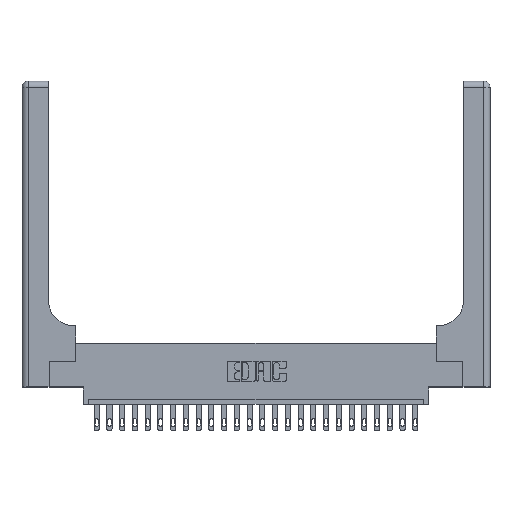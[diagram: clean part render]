
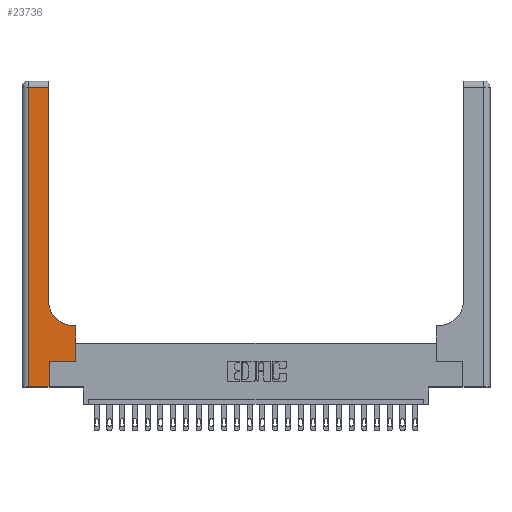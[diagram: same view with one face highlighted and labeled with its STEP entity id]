
A CAD part, top view. The second image highlights one B-rep face of the part: STEP entity #23736.
In plain terms, the highlighted planar face has unit normal (0, 0, 1).
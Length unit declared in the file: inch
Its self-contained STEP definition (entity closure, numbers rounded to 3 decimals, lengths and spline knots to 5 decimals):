
#78 = CARTESIAN_POINT ( 'NONE',  ( 0.51, 0.85, 0.37 ) ) ;
#320 = DIRECTION ( 'NONE',  ( 0., 0., -1. ) ) ;
#345 = CARTESIAN_POINT ( 'NONE',  ( 0.26, 2.94, 0.37 ) ) ;
#1377 = ORIENTED_EDGE ( 'NONE', *, *, #12655, .T. ) ;
#1683 = VERTEX_POINT ( 'NONE', #6452 ) ;
#2584 = CARTESIAN_POINT ( 'NONE',  ( 0.265, 0.25, 0.37 ) ) ;
#3117 = EDGE_CURVE ( 'NONE', #18108, #5224, #16374, .T. ) ;
#3290 = VERTEX_POINT ( 'NONE', #22082 ) ;
#3314 = VERTEX_POINT ( 'NONE', #14570 ) ;
#3576 = VECTOR ( 'NONE', #23715, 39.37008 ) ;
#3579 = ORIENTED_EDGE ( 'NONE', *, *, #4648, .T. ) ;
#4648 = EDGE_CURVE ( 'NONE', #1683, #5794, #13860, .T. ) ;
#4683 = VERTEX_POINT ( 'NONE', #345 ) ;
#4757 = VECTOR ( 'NONE', #19579, 39.37008 ) ;
#4831 = VECTOR ( 'NONE', #21574, 39.37008 ) ;
#4877 = DIRECTION ( 'NONE',  ( 1., 0., 0. ) ) ;
#4907 = EDGE_LOOP ( 'NONE', ( #17142, #5044, #6684, #6433, #1377, #3579, #14113, #20757, #18342 ) ) ;
#5037 = CARTESIAN_POINT ( 'NONE',  ( 0.26, 3., 0.37 ) ) ;
#5044 = ORIENTED_EDGE ( 'NONE', *, *, #8959, .T. ) ;
#5188 = CIRCLE ( 'NONE', #18730, 0.25 ) ;
#5224 = VERTEX_POINT ( 'NONE', #9297 ) ;
#5544 = DIRECTION ( 'NONE',  ( 1., 0., 0. ) ) ;
#5794 = VERTEX_POINT ( 'NONE', #11677 ) ;
#6433 = ORIENTED_EDGE ( 'NONE', *, *, #3117, .T. ) ;
#6452 = CARTESIAN_POINT ( 'NONE',  ( 0.265, 0.25, 0.37 ) ) ;
#6684 = ORIENTED_EDGE ( 'NONE', *, *, #11635, .T. ) ;
#7355 = LINE ( 'NONE', #14741, #15615 ) ;
#7682 = EDGE_CURVE ( 'NONE', #10549, #4683, #17638, .T. ) ;
#7724 = DIRECTION ( 'NONE',  ( -1., 0., 0. ) ) ;
#8799 = CARTESIAN_POINT ( 'NONE',  ( 0., 2.94, 0.37 ) ) ;
#8959 = EDGE_CURVE ( 'NONE', #4683, #21088, #12191, .T. ) ;
#9297 = CARTESIAN_POINT ( 'NONE',  ( 0.265, 0., 0.37 ) ) ;
#9638 = CARTESIAN_POINT ( 'NONE',  ( 0.26, 0.85, 0.37 ) ) ;
#10431 = VECTOR ( 'NONE', #4877, 39.37008 ) ;
#10515 = VECTOR ( 'NONE', #19572, 39.37008 ) ;
#10538 = LINE ( 'NONE', #21696, #4831 ) ;
#10549 = VERTEX_POINT ( 'NONE', #9638 ) ;
#11351 = CARTESIAN_POINT ( 'NONE',  ( 0.06, 0., 0.37 ) ) ;
#11635 = EDGE_CURVE ( 'NONE', #21088, #18108, #7355, .T. ) ;
#11677 = CARTESIAN_POINT ( 'NONE',  ( 0.528, 0.25, 0.37 ) ) ;
#12191 = LINE ( 'NONE', #8799, #4757 ) ;
#12655 = EDGE_CURVE ( 'NONE', #5224, #1683, #10538, .T. ) ;
#13489 = LINE ( 'NONE', #17238, #20410 ) ;
#13860 = LINE ( 'NONE', #2584, #19315 ) ;
#14113 = ORIENTED_EDGE ( 'NONE', *, *, #20109, .T. ) ;
#14570 = CARTESIAN_POINT ( 'NONE',  ( 0.51, 0.6, 0.37 ) ) ;
#14741 = CARTESIAN_POINT ( 'NONE',  ( 0.06, 3., 0.37 ) ) ;
#15615 = VECTOR ( 'NONE', #22139, 39.37008 ) ;
#15748 = EDGE_CURVE ( 'NONE', #3290, #3314, #13489, .T. ) ;
#16374 = LINE ( 'NONE', #23299, #10431 ) ;
#16430 = LINE ( 'NONE', #23479, #3576 ) ;
#16921 = CARTESIAN_POINT ( 'NONE',  ( 0., 3., 0.37 ) ) ;
#16999 = DIRECTION ( 'NONE',  ( -1., 0., 0. ) ) ;
#17142 = ORIENTED_EDGE ( 'NONE', *, *, #7682, .T. ) ;
#17238 = CARTESIAN_POINT ( 'NONE',  ( 0.26, 0.6, 0.37 ) ) ;
#17638 = LINE ( 'NONE', #5037, #10515 ) ;
#18108 = VERTEX_POINT ( 'NONE', #11351 ) ;
#18342 = ORIENTED_EDGE ( 'NONE', *, *, #23484, .T. ) ;
#18730 = AXIS2_PLACEMENT_3D ( 'NONE', #78, #20438, #5544 ) ;
#19315 = VECTOR ( 'NONE', #21133, 39.37008 ) ;
#19572 = DIRECTION ( 'NONE',  ( 0., 1., 0. ) ) ;
#19579 = DIRECTION ( 'NONE',  ( -1., 0., 0. ) ) ;
#20109 = EDGE_CURVE ( 'NONE', #5794, #3290, #16430, .T. ) ;
#20410 = VECTOR ( 'NONE', #16999, 39.37008 ) ;
#20438 = DIRECTION ( 'NONE',  ( 0., 0., -1. ) ) ;
#20757 = ORIENTED_EDGE ( 'NONE', *, *, #15748, .T. ) ;
#21088 = VERTEX_POINT ( 'NONE', #21471 ) ;
#21133 = DIRECTION ( 'NONE',  ( 1., 0., 0. ) ) ;
#21471 = CARTESIAN_POINT ( 'NONE',  ( 0.06, 2.94, 0.37 ) ) ;
#21574 = DIRECTION ( 'NONE',  ( 0., 1., 0. ) ) ;
#21696 = CARTESIAN_POINT ( 'NONE',  ( 0.265, 0., 0.37 ) ) ;
#22082 = CARTESIAN_POINT ( 'NONE',  ( 0.528, 0.6, 0.37 ) ) ;
#22139 = DIRECTION ( 'NONE',  ( 0., -1., 0. ) ) ;
#22635 = FACE_OUTER_BOUND ( 'NONE', #4907, .T. ) ;
#22998 = AXIS2_PLACEMENT_3D ( 'NONE', #16921, #320, #7724 ) ;
#23188 = PLANE ( 'NONE',  #22998 ) ;
#23299 = CARTESIAN_POINT ( 'NONE',  ( 0., 0., 0.37 ) ) ;
#23479 = CARTESIAN_POINT ( 'NONE',  ( 0.528, 0.25, 0.37 ) ) ;
#23484 = EDGE_CURVE ( 'NONE', #3314, #10549, #5188, .T. ) ;
#23715 = DIRECTION ( 'NONE',  ( 0., 1., 0. ) ) ;
#23736 = ADVANCED_FACE ( 'NONE', ( #22635 ), #23188, .F. ) ;
